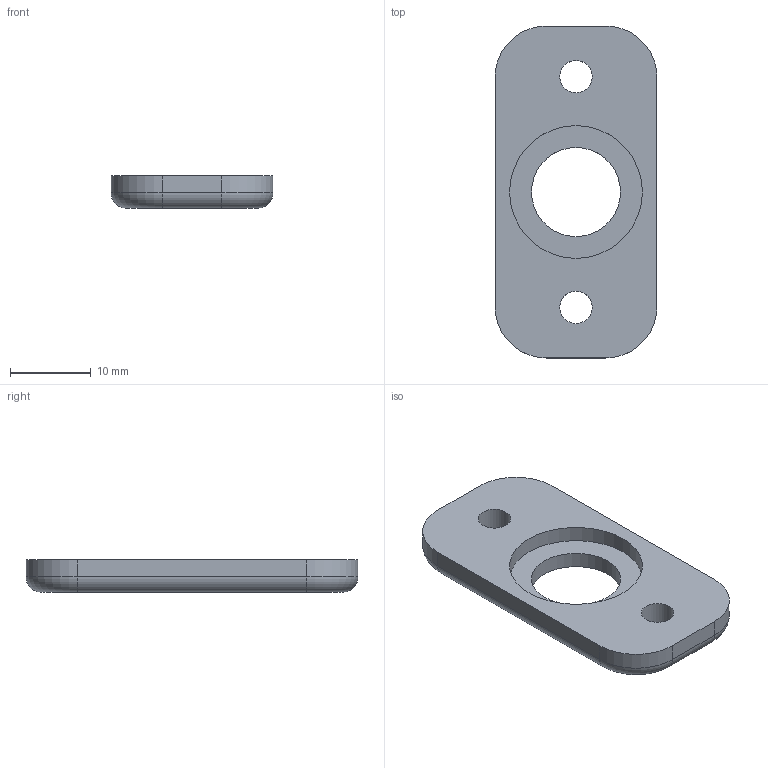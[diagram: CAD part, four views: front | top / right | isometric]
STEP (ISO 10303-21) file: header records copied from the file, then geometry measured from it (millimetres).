
FILE_DESCRIPTION(/* description */ (''),/* implementation_level */ '2;1');
FILE_NAME(/* name */ 'sides.stp',/* time_stamp */ '2018-08-10T10:31:53-07:00',/* author */ ('Brian'),/* organization */ (''),/* preprocessor_version */ 'ST-DEVELOPER v17',/* originating_system */ 'Autodesk Inventor 2019',/* authorisation */ '');
FILE_SCHEMA (('AUTOMOTIVE_DESIGN { 1 0 10303 214 3 1 1 }'));
Length unit declared in the file: inch
Products named in the file (1): sides
Bounding box: 20 x 41 x 4 mm (x, y, z)
Volume: 2344 mm3; surface area: 1955.1 mm2
Topology: 1 solids, 1 shells, 23 faces, 56 edges, 36 vertices
Faces by surface type: cylinder 12, plane 7, torus 4
Full cylindrical faces by diameter (mm): 4 x2, 11 x1, 16.4 x1
Entity records: 743 total; most frequent: DIRECTION 136, CARTESIAN_POINT 116, ORIENTED_EDGE 112, EDGE_CURVE 56, AXIS2_PLACEMENT_3D 56, VERTEX_POINT 36, CIRCLE 32, EDGE_LOOP 30
